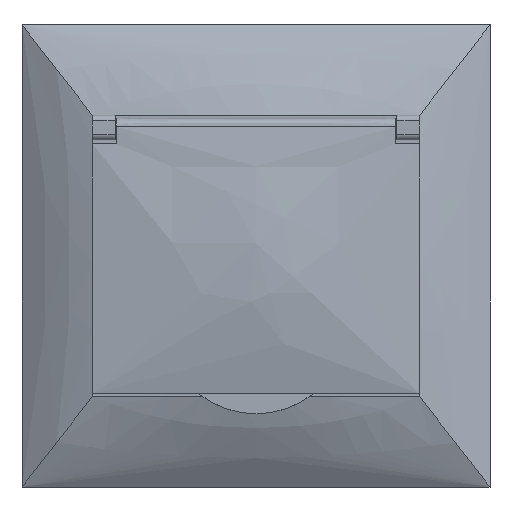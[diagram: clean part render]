
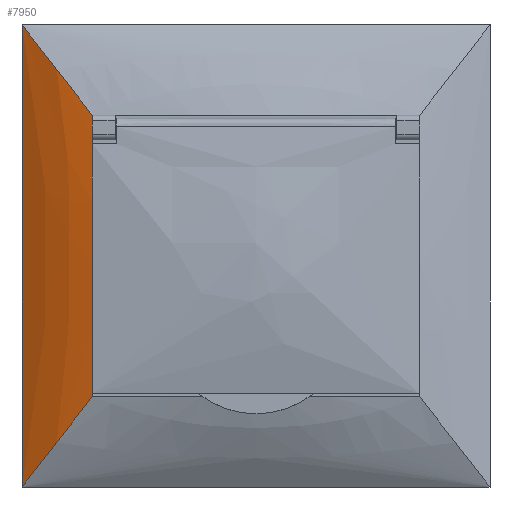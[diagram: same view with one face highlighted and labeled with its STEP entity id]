
A CAD part, top view. The second image highlights one B-rep face of the part: STEP entity #7950.
In plain terms, the highlighted free-form (B-spline) face has degree [3, 3] with [4, 4] control points.
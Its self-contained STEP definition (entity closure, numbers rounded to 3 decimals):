
#179 = CARTESIAN_POINT ( 'NONE',  ( -32.667, 29.856, 9.616 ) ) ;
#261 = EDGE_CURVE ( 'NONE', #4248, #3652, #2195, .T. ) ;
#376 = CARTESIAN_POINT ( 'NONE',  ( -34.795, -10.472, 9.685 ) ) ;
#452 = ORIENTED_EDGE ( 'NONE', *, *, #7798, .F. ) ;
#720 = VERTEX_POINT ( 'NONE', #2696 ) ;
#787 = ORIENTED_EDGE ( 'NONE', *, *, #4921, .F. ) ;
#1033 = CARTESIAN_POINT ( 'NONE',  ( -28.5, -24.497, 11.171 ) ) ;
#1111 = CARTESIAN_POINT ( 'NONE',  ( -22.02, 4.212, 14. ) ) ;
#1193 = CARTESIAN_POINT ( 'NONE',  ( -28.5, 24.497, 11.171 ) ) ;
#1673 = CARTESIAN_POINT ( 'NONE',  ( -40.75, 40.25, 5. ) ) ;
#1833 = CARTESIAN_POINT ( 'NONE',  ( -17.939, -10.917, 14. ) ) ;
#1868 = CARTESIAN_POINT ( 'NONE',  ( -34.795, 10.472, 9.685 ) ) ;
#2004 = ORIENTED_EDGE ( 'NONE', *, *, #261, .F. ) ;
#2156 = CARTESIAN_POINT ( 'NONE',  ( -28.5, 16.477, 11.508 ) ) ;
#2195 = B_SPLINE_CURVE_WITH_KNOTS ( 'NONE', 3,
 ( #2864, #2156, #2827, #3551, #3582, #4206, #4235, #4263, #4920, #4947 ),
 .UNSPECIFIED., .F., .F.,
 ( 4, 2, 2, 2, 4 ),
 ( 0.004, 0.015, 0.027, 0.038, 0.049 ),
 .UNSPECIFIED. ) ;
#2307 = B_SPLINE_CURVE_WITH_KNOTS ( 'NONE', 3,
 ( #1193, #6938, #7650, #3365 ),
 .UNSPECIFIED., .F., .F.,
 ( 4, 4 ),
 ( 0., 0.004 ),
 .UNSPECIFIED. ) ;
#2500 = CARTESIAN_POINT ( 'NONE',  ( -40.75, -40.25, 5. ) ) ;
#2587 = CARTESIAN_POINT ( 'NONE',  ( -17.939, 10.917, 14. ) ) ;
#2591 = CARTESIAN_POINT ( 'NONE',  ( -28.5, 24.497, 11.171 ) ) ;
#2696 = CARTESIAN_POINT ( 'NONE',  ( -40.75, -40.25, 5. ) ) ;
#2827 = CARTESIAN_POINT ( 'NONE',  ( -28.5, 12.753, 11.645 ) ) ;
#2864 = CARTESIAN_POINT ( 'NONE',  ( -28.5, 20.2, 11.355 ) ) ;
#3083 = CARTESIAN_POINT ( 'NONE',  ( -28.5, 24.497, 11.171 ) ) ;
#3254 = CARTESIAN_POINT ( 'NONE',  ( -25.76, -20.973, 12.713 ) ) ;
#3298 = CARTESIAN_POINT ( 'NONE',  ( -33.435, 30.843, 9.685 ) ) ;
#3365 = CARTESIAN_POINT ( 'NONE',  ( -28.5, 20.2, 11.355 ) ) ;
#3551 = CARTESIAN_POINT ( 'NONE',  ( -28.5, 5.303, 11.827 ) ) ;
#3582 = CARTESIAN_POINT ( 'NONE',  ( -28.5, 1.576, 11.869 ) ) ;
#3624 = VECTOR ( 'NONE', #6245, 1000. ) ;
#3652 = VERTEX_POINT ( 'NONE', #4064 ) ;
#3738 = EDGE_LOOP ( 'NONE', ( #452, #8477, #6203, #787, #2004 ) ) ;
#3799 = CARTESIAN_POINT ( 'NONE',  ( -36.762, 35.122, 7.554 ) ) ;
#3983 = CARTESIAN_POINT ( 'NONE',  ( -40.75, -40.25, 5. ) ) ;
#4064 = CARTESIAN_POINT ( 'NONE',  ( -28.5, -24.497, 11.171 ) ) ;
#4108 = CARTESIAN_POINT ( 'NONE',  ( -40.75, 40.25, 5. ) ) ;
#4206 = CARTESIAN_POINT ( 'NONE',  ( -28.5, -5.876, 11.821 ) ) ;
#4235 = CARTESIAN_POINT ( 'NONE',  ( -28.5, -9.602, 11.734 ) ) ;
#4248 = VERTEX_POINT ( 'NONE', #4675 ) ;
#4263 = CARTESIAN_POINT ( 'NONE',  ( -28.5, -17.051, 11.49 ) ) ;
#4675 = CARTESIAN_POINT ( 'NONE',  ( -28.5, 20.2, 11.355 ) ) ;
#4704 = CARTESIAN_POINT ( 'NONE',  ( -28.48, -7.373, 12.713 ) ) ;
#4920 = CARTESIAN_POINT ( 'NONE',  ( -28.5, -20.774, 11.335 ) ) ;
#4921 = EDGE_CURVE ( 'NONE', #3652, #720, #7274, .T. ) ;
#4947 = CARTESIAN_POINT ( 'NONE',  ( -28.5, -24.497, 11.171 ) ) ;
#5039 = EDGE_CURVE ( 'NONE', #5063, #5265, #9291, .T. ) ;
#5063 = VERTEX_POINT ( 'NONE', #2591 ) ;
#5265 = VERTEX_POINT ( 'NONE', #6200 ) ;
#5407 = CARTESIAN_POINT ( 'NONE',  ( -40.75, -13.417, 5. ) ) ;
#5885 = EDGE_CURVE ( 'NONE', #5265, #720, #7642, .T. ) ;
#6138 = CARTESIAN_POINT ( 'NONE',  ( -28.48, 7.373, 12.713 ) ) ;
#6200 = CARTESIAN_POINT ( 'NONE',  ( -40.75, 40.25, 5. ) ) ;
#6203 = ORIENTED_EDGE ( 'NONE', *, *, #5885, .T. ) ;
#6245 = DIRECTION ( 'NONE',  ( 0., -1., 0. ) ) ;
#6781 = CARTESIAN_POINT ( 'NONE',  ( -36.762, -35.122, 7.554 ) ) ;
#6860 = CARTESIAN_POINT ( 'NONE',  ( -40.75, 13.417, 5. ) ) ;
#6912 = FACE_OUTER_BOUND ( 'NONE', #3738, .T. ) ;
#6938 = CARTESIAN_POINT ( 'NONE',  ( -28.5, 23.065, 11.234 ) ) ;
#7148 = B_SPLINE_SURFACE_WITH_KNOTS ( 'NONE', 3, 3, ( 
 ( #1833, #3254, #8274, #3983 ),
 ( #8991, #4704, #376, #5407 ),
 ( #1111, #6138, #1868, #6860 ),
 ( #2587, #7582, #3298, #8302 ) ),
 .UNSPECIFIED., .F., .F., .F.,
 ( 4, 4 ),
 ( 4, 4 ),
 ( 0., 1. ),
 ( 0., 1. ),
 .UNSPECIFIED. ) ;
#7274 = B_SPLINE_CURVE_WITH_KNOTS ( 'NONE', 3,
 ( #1033, #7438, #6781, #2500 ),
 .UNSPECIFIED., .F., .F.,
 ( 4, 4 ),
 ( 0.455, 1. ),
 .UNSPECIFIED. ) ;
#7438 = CARTESIAN_POINT ( 'NONE',  ( -32.667, -29.856, 9.616 ) ) ;
#7582 = CARTESIAN_POINT ( 'NONE',  ( -25.76, 20.973, 12.713 ) ) ;
#7642 = LINE ( 'NONE', #4108, #3624 ) ;
#7650 = CARTESIAN_POINT ( 'NONE',  ( -28.5, 21.632, 11.296 ) ) ;
#7798 = EDGE_CURVE ( 'NONE', #5063, #4248, #2307, .T. ) ;
#7950 = ADVANCED_FACE ( 'NONE', ( #6912 ), #7148, .T. ) ;
#8274 = CARTESIAN_POINT ( 'NONE',  ( -33.435, -30.843, 9.685 ) ) ;
#8302 = CARTESIAN_POINT ( 'NONE',  ( -40.75, 40.25, 5. ) ) ;
#8477 = ORIENTED_EDGE ( 'NONE', *, *, #5039, .T. ) ;
#8991 = CARTESIAN_POINT ( 'NONE',  ( -22.02, -4.212, 14. ) ) ;
#9291 = B_SPLINE_CURVE_WITH_KNOTS ( 'NONE', 3,
 ( #3083, #179, #3799, #1673 ),
 .UNSPECIFIED., .F., .F.,
 ( 4, 4 ),
 ( 0.455, 1. ),
 .UNSPECIFIED. ) ;
